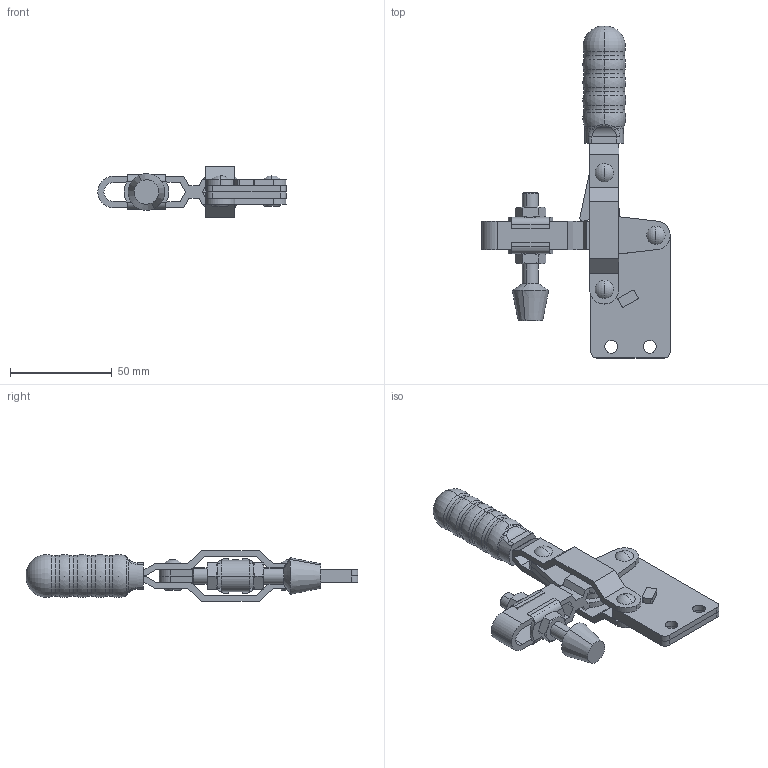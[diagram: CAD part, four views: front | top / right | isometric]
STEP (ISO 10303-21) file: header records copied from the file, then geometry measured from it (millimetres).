
FILE_DESCRIPTION (( 'STEP AP214' ), '1' );
FILE_NAME ('GH-101-DI(Â²¤Æ)-1.STEP', '2020-05-04T07:22:54', ( 'LinWei' ), ( '' ), 'SwSTEP 2.0', 'SolidWorks 2016', '' );
FILE_SCHEMA (( 'AUTOMOTIVE_DESIGN' ));
Length unit declared in the file: millimetre
Products named in the file (6): Group4^GH-101-DI(簡化)-1; GH-101-DI(簡化)-1; Group2^GH-101-DI(簡化)-1; Group5^GH-101-DI(簡化)-1; Group3^GH-101-DI(簡化)-1; Group6^GH-101-DI(簡化)-1
Assembly tree (5 placements, depth 2):
  GH-101-DI(簡化)-1
    Group4^GH-101-DI(簡化)-1
    Group6^GH-101-DI(簡化)-1
    Group3^GH-101-DI(簡化)-1
    Group5^GH-101-DI(簡化)-1
    Group2^GH-101-DI(簡化)-1
Bounding box: 92.5 x 163 x 24.9 mm (x, y, z)
Volume: 57966.1 mm3; surface area: 29486.8 mm2
Topology: 5 solids, 5 shells, 336 faces, 844 edges, 523 vertices
Faces by surface type: plane 138, cylinder 100, torus 36, cone 30, sphere 16, bspline 16
Entity records: 12124 total; most frequent: CARTESIAN_POINT 2561, DIRECTION 1715, ORIENTED_EDGE 1636, EDGE_CURVE 818, AXIS2_PLACEMENT_3D 665, VERTEX_POINT 511, VECTOR 385, LINE 385
